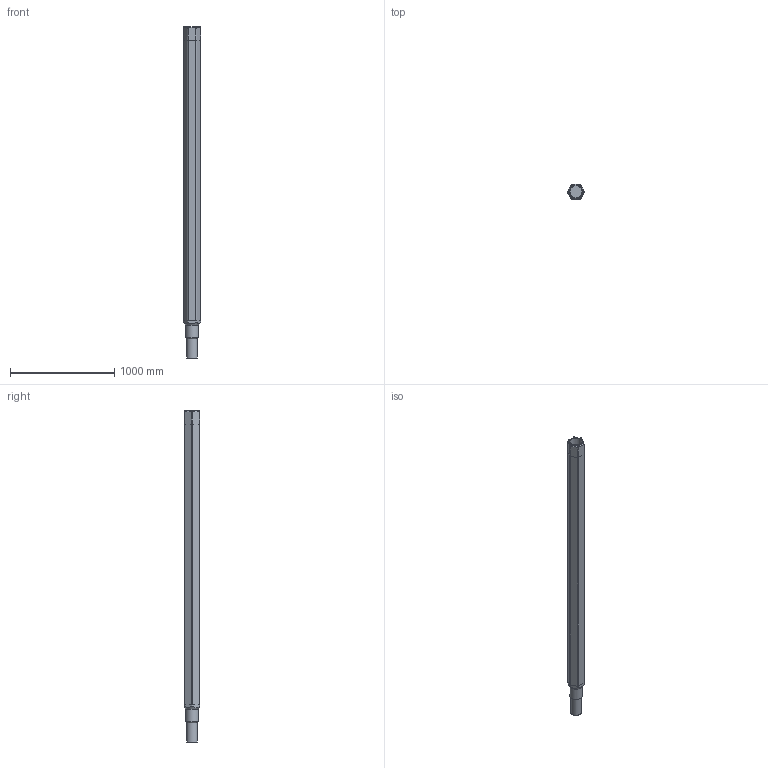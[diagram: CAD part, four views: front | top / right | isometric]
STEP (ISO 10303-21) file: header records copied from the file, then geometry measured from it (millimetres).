
FILE_DESCRIPTION(/* description */ (''),/* implementation_level */ '2;1');
FILE_NAME(/* name */ 'palivovy_soubor.stp',/* time_stamp */ '2023-04-28T13:35:48+02:00',/* author */ ('Ondřej Šimek'),/* organization */ (''),/* preprocessor_version */ 'ST-DEVELOPER v19.2',/* originating_system */ 'Autodesk Inventor 2023',/* authorisation */ '');
FILE_SCHEMA (('AUTOMOTIVE_DESIGN { 1 0 10303 214 3 1 1 }'));
Length unit declared in the file: millimetre
Products named in the file (5): PALIVOVA KAZETA VVER-440; KONCOVKA; KONCOVKA_KAZETA; HLAVICE; HLAVICE_KAZETA
Assembly tree (4 placements, depth 3):
  PALIVOVA KAZETA VVER-440
    KONCOVKA
      KONCOVKA_KAZETA
    HLAVICE
      HLAVICE_KAZETA
Bounding box: 164.98 x 145 x 3188.25 mm (x, y, z)
Volume: 51557424.6 mm3; surface area: 1760113.3 mm2
Topology: 3 solids, 3 shells, 65 faces, 170 edges, 112 vertices
Faces by surface type: plane 31, cylinder 30, cone 4
Full cylindrical faces by diameter (mm): 14.5 x6, 96 x1, 105 x1, 116 x1, 122 x1
Entity records: 2489 total; most frequent: CARTESIAN_POINT 734, ORIENTED_EDGE 340, DIRECTION 334, EDGE_CURVE 170, AXIS2_PLACEMENT_3D 129, VERTEX_POINT 112, LINE 76, VECTOR 76
